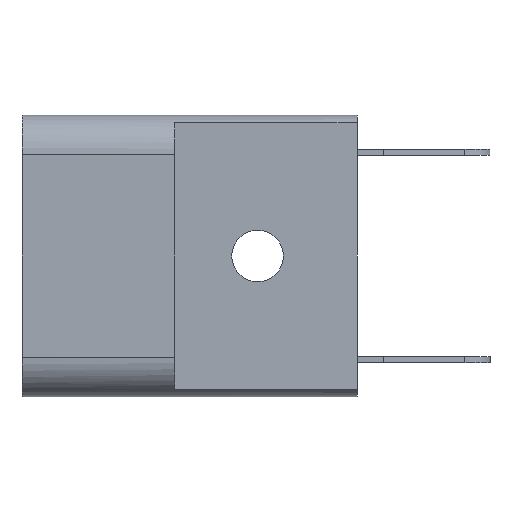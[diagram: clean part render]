
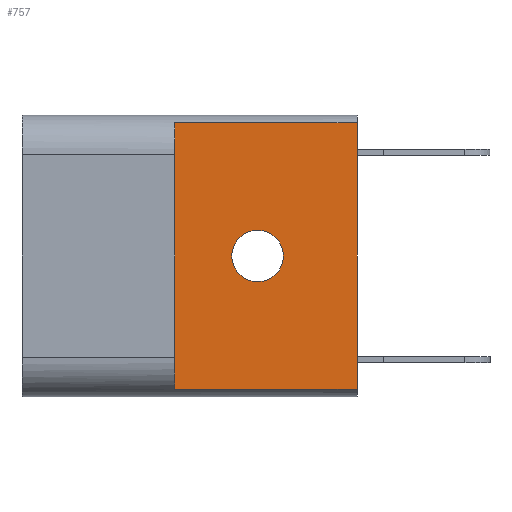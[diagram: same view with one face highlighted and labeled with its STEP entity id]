
A CAD part, front view. The second image highlights one B-rep face of the part: STEP entity #757.
In plain terms, the highlighted planar face has unit normal (0, -1, 0).
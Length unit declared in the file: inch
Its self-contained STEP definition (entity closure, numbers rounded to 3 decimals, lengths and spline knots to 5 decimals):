
#76 = DIRECTION ( 'NONE',  ( 0., 0., -1. ) ) ;
#201 = EDGE_CURVE ( 'NONE', #1917, #2162, #211, .T. ) ;
#209 = DIRECTION ( 'NONE',  ( 0., -1., 0. ) ) ;
#211 = LINE ( 'NONE', #773, #872 ) ;
#272 = VERTEX_POINT ( 'NONE', #2082 ) ;
#314 = VECTOR ( 'NONE', #2236, 39.37008 ) ;
#338 = CARTESIAN_POINT ( 'NONE',  ( 0.287, -0.125, 0.25074 ) ) ;
#378 = LINE ( 'NONE', #892, #314 ) ;
#454 = AXIS2_PLACEMENT_3D ( 'NONE', #1005, #1399, #76 ) ;
#471 = ORIENTED_EDGE ( 'NONE', *, *, #2184, .F. ) ;
#586 = VERTEX_POINT ( 'NONE', #2232 ) ;
#706 = ORIENTED_EDGE ( 'NONE', *, *, #1432, .T. ) ;
#739 = EDGE_LOOP ( 'NONE', ( #1282, #706, #471, #2301 ) ) ;
#757 = ADVANCED_FACE ( 'NONE', ( #1983, #929 ), #1941, .T. ) ;
#773 = CARTESIAN_POINT ( 'NONE',  ( 0.63, -0.125, -0.265 ) ) ;
#800 = CARTESIAN_POINT ( 'NONE',  ( 0.63, -0.125, 0.25074 ) ) ;
#805 = EDGE_LOOP ( 'NONE', ( #1506, #842 ) ) ;
#842 = ORIENTED_EDGE ( 'NONE', *, *, #1845, .F. ) ;
#869 = CARTESIAN_POINT ( 'NONE',  ( 0.63, -0.125, 0.25074 ) ) ;
#872 = VECTOR ( 'NONE', #1572, 39.37008 ) ;
#892 = CARTESIAN_POINT ( 'NONE',  ( 0.287, -0.125, -0.265 ) ) ;
#904 = EDGE_CURVE ( 'NONE', #586, #1930, #2138, .T. ) ;
#929 = FACE_OUTER_BOUND ( 'NONE', #739, .T. ) ;
#946 = CARTESIAN_POINT ( 'NONE',  ( 0.287, -0.125, -0.265 ) ) ;
#964 = LINE ( 'NONE', #2570, #1389 ) ;
#1005 = CARTESIAN_POINT ( 'NONE',  ( 0.443, -0.125, 0. ) ) ;
#1159 = VERTEX_POINT ( 'NONE', #338 ) ;
#1235 = DIRECTION ( 'NONE',  ( 0., -1., 0. ) ) ;
#1240 = DIRECTION ( 'NONE',  ( 0., 0., -1. ) ) ;
#1246 = CARTESIAN_POINT ( 'NONE',  ( 0.443, -0.125, 0. ) ) ;
#1282 = ORIENTED_EDGE ( 'NONE', *, *, #201, .T. ) ;
#1389 = VECTOR ( 'NONE', #1998, 39.37008 ) ;
#1399 = DIRECTION ( 'NONE',  ( 0., -1., 0. ) ) ;
#1417 = DIRECTION ( 'NONE',  ( 0., 0., -1. ) ) ;
#1432 = EDGE_CURVE ( 'NONE', #2162, #1159, #2508, .T. ) ;
#1506 = ORIENTED_EDGE ( 'NONE', *, *, #904, .F. ) ;
#1524 = EDGE_CURVE ( 'NONE', #272, #1917, #964, .T. ) ;
#1572 = DIRECTION ( 'NONE',  ( 0., 0., 1. ) ) ;
#1623 = AXIS2_PLACEMENT_3D ( 'NONE', #946, #209, #1417 ) ;
#1742 = CARTESIAN_POINT ( 'NONE',  ( 0.63, -0.125, -0.25074 ) ) ;
#1845 = EDGE_CURVE ( 'NONE', #1930, #586, #1861, .T. ) ;
#1861 = CIRCLE ( 'NONE', #2229, 0.0485 ) ;
#1866 = DIRECTION ( 'NONE',  ( -1., 0., 0. ) ) ;
#1869 = CARTESIAN_POINT ( 'NONE',  ( 0.443, -0.125, -0.0485 ) ) ;
#1917 = VERTEX_POINT ( 'NONE', #1742 ) ;
#1930 = VERTEX_POINT ( 'NONE', #1869 ) ;
#1941 = PLANE ( 'NONE',  #1623 ) ;
#1983 = FACE_BOUND ( 'NONE', #805, .T. ) ;
#1998 = DIRECTION ( 'NONE',  ( 1., 0., 0. ) ) ;
#2082 = CARTESIAN_POINT ( 'NONE',  ( 0.287, -0.125, -0.25074 ) ) ;
#2138 = CIRCLE ( 'NONE', #454, 0.0485 ) ;
#2162 = VERTEX_POINT ( 'NONE', #869 ) ;
#2184 = EDGE_CURVE ( 'NONE', #272, #1159, #378, .T. ) ;
#2229 = AXIS2_PLACEMENT_3D ( 'NONE', #1246, #1235, #1240 ) ;
#2232 = CARTESIAN_POINT ( 'NONE',  ( 0.443, -0.125, 0.0485 ) ) ;
#2236 = DIRECTION ( 'NONE',  ( 0., 0., 1. ) ) ;
#2301 = ORIENTED_EDGE ( 'NONE', *, *, #1524, .T. ) ;
#2302 = VECTOR ( 'NONE', #1866, 39.37008 ) ;
#2508 = LINE ( 'NONE', #800, #2302 ) ;
#2570 = CARTESIAN_POINT ( 'NONE',  ( 0.287, -0.125, -0.25074 ) ) ;
